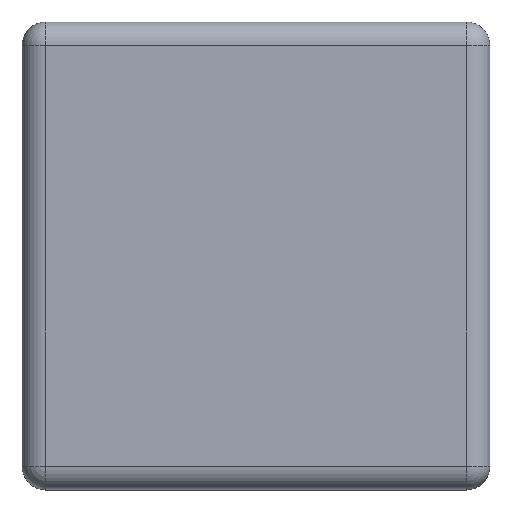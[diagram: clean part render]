
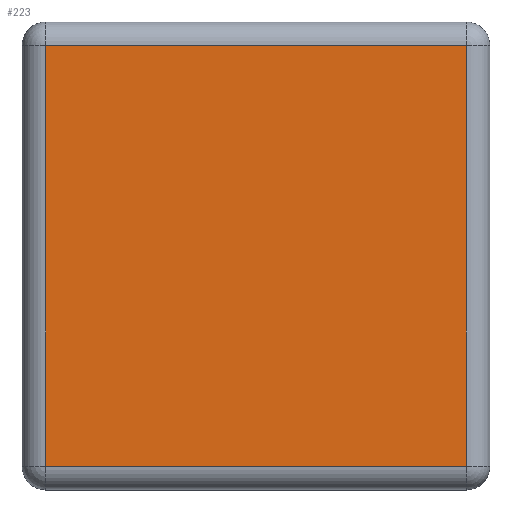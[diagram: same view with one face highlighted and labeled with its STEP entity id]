
A CAD part, top view. The second image highlights one B-rep face of the part: STEP entity #223.
In plain terms, the highlighted planar face has unit normal (0, 0, 1).
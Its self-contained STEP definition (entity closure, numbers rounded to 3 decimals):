
#13=DIRECTION('',(0.,0.,1.));
#34=VECTOR('',#35,1.);
#35=DIRECTION('',(0.,1.,0.));
#46=DIRECTION('',(1.,0.,0.));
#77=VERTEX_POINT('',#78);
#78=CARTESIAN_POINT('',(-1.44,-1.44,1.2));
#83=EDGE_CURVE('',#77,#84,#86,.T.);
#84=VERTEX_POINT('',#85);
#85=CARTESIAN_POINT('',(-1.44,1.44,1.2));
#86=LINE('',#78,#34);
#102=VECTOR('',#46,1.);
#215=VECTOR('',#216,1.);
#216=DIRECTION('',(-1.,-0.,-0.));
#223=ADVANCED_FACE('',(#224),#242,.T.);
#224=FACE_BOUND('',#225,.T.);
#225=EDGE_LOOP('',(#226,#227,#232,#239));
#226=ORIENTED_EDGE('',*,*,#83,.F.);
#227=ORIENTED_EDGE('',*,*,#228,.F.);
#228=EDGE_CURVE('',#229,#77,#231,.T.);
#229=VERTEX_POINT('',#230);
#230=CARTESIAN_POINT('',(1.44,-1.44,1.2));
#231=LINE('',#230,#215);
#232=ORIENTED_EDGE('',*,*,#233,.F.);
#233=EDGE_CURVE('',#234,#229,#236,.T.);
#234=VERTEX_POINT('',#235);
#235=CARTESIAN_POINT('',(1.44,1.44,1.2));
#236=LINE('',#235,#237);
#237=VECTOR('',#238,1.);
#238=DIRECTION('',(-0.,-1.,-0.));
#239=ORIENTED_EDGE('',*,*,#240,.F.);
#240=EDGE_CURVE('',#84,#234,#241,.T.);
#241=LINE('',#85,#102);
#242=PLANE('',#243);
#243=AXIS2_PLACEMENT_3D('',#244,#13,#46);
#244=CARTESIAN_POINT('',(-1.6,-1.6,1.2));
